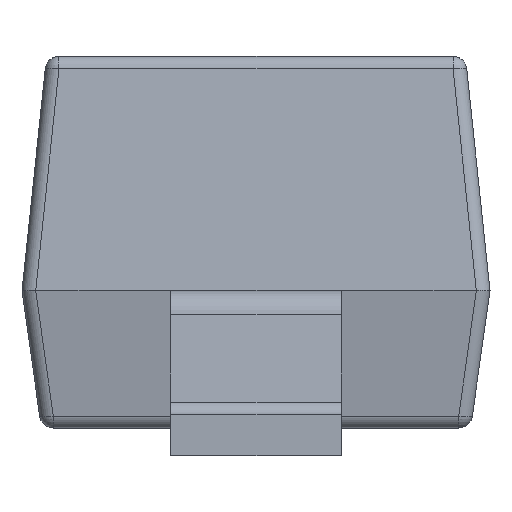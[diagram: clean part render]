
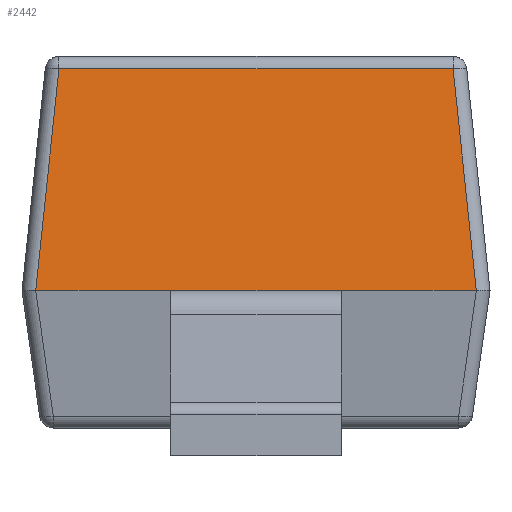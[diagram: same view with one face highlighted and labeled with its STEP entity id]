
A CAD part, left-side view. The second image highlights one B-rep face of the part: STEP entity #2442.
In plain terms, the highlighted planar face has unit normal (-0.995, 0, 0.104).
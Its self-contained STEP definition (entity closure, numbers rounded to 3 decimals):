
#73 = CARTESIAN_POINT ( 'NONE',  ( -1.425, -0.8, 0.6 ) ) ;
#98 = DIRECTION ( 'NONE',  ( -0.995, 0., 0.105 ) ) ;
#154 = EDGE_CURVE ( 'NONE', #2589, #2747, #980, .T. ) ;
#340 = ORIENTED_EDGE ( 'NONE', *, *, #154, .T. ) ;
#342 = PLANE ( 'NONE',  #1573 ) ;
#345 = DIRECTION ( 'NONE',  ( 0.104, 0.104, 0.989 ) ) ;
#464 = LINE ( 'NONE', #663, #2866 ) ;
#491 = CARTESIAN_POINT ( 'NONE',  ( -1.425, 0.85, 0.6 ) ) ;
#589 = VERTEX_POINT ( 'NONE', #1800 ) ;
#663 = CARTESIAN_POINT ( 'NONE',  ( -1.425, 0.31, 0.6 ) ) ;
#751 = VECTOR ( 'NONE', #2055, 1000. ) ;
#762 = DIRECTION ( 'NONE',  ( 0., 1., 0. ) ) ;
#763 = EDGE_CURVE ( 'NONE', #589, #2589, #1450, .T. ) ;
#790 = CARTESIAN_POINT ( 'NONE',  ( -1.425, 0.85, 0.6 ) ) ;
#804 = CARTESIAN_POINT ( 'NONE',  ( -1.34, 0.761, 1.405 ) ) ;
#933 = CARTESIAN_POINT ( 'NONE',  ( -1.425, -0.31, 0.6 ) ) ;
#950 = VECTOR ( 'NONE', #345, 1000. ) ;
#980 = LINE ( 'NONE', #1684, #751 ) ;
#1009 = VERTEX_POINT ( 'NONE', #73 ) ;
#1315 = EDGE_CURVE ( 'NONE', #1009, #589, #2048, .T. ) ;
#1450 = LINE ( 'NONE', #804, #2598 ) ;
#1463 = VERTEX_POINT ( 'NONE', #2092 ) ;
#1520 = EDGE_LOOP ( 'NONE', ( #1554, #2484, #2864, #340, #2818, #2433 ) ) ;
#1549 = DIRECTION ( 'NONE',  ( 0., -1., 0. ) ) ;
#1554 = ORIENTED_EDGE ( 'NONE', *, *, #1863, .T. ) ;
#1573 = AXIS2_PLACEMENT_3D ( 'NONE', #790, #98, #2253 ) ;
#1583 = CARTESIAN_POINT ( 'NONE',  ( -1.34, 0.716, 1.405 ) ) ;
#1628 = DIRECTION ( 'NONE',  ( 0., -1., 0. ) ) ;
#1658 = CARTESIAN_POINT ( 'NONE',  ( -1.425, 0.85, 0.6 ) ) ;
#1684 = CARTESIAN_POINT ( 'NONE',  ( -1.426, 0.801, 0.595 ) ) ;
#1763 = VECTOR ( 'NONE', #2513, 1000. ) ;
#1800 = CARTESIAN_POINT ( 'NONE',  ( -1.34, -0.716, 1.405 ) ) ;
#1863 = EDGE_CURVE ( 'NONE', #2155, #1009, #2469, .T. ) ;
#1957 = EDGE_CURVE ( 'NONE', #2747, #1463, #2735, .T. ) ;
#2048 = LINE ( 'NONE', #2730, #950 ) ;
#2055 = DIRECTION ( 'NONE',  ( -0.104, 0.104, -0.989 ) ) ;
#2062 = FACE_OUTER_BOUND ( 'NONE', #1520, .T. ) ;
#2092 = CARTESIAN_POINT ( 'NONE',  ( -1.425, 0.31, 0.6 ) ) ;
#2137 = CARTESIAN_POINT ( 'NONE',  ( -1.425, 0.8, 0.6 ) ) ;
#2155 = VERTEX_POINT ( 'NONE', #933 ) ;
#2253 = DIRECTION ( 'NONE',  ( 0., 1., 0. ) ) ;
#2433 = ORIENTED_EDGE ( 'NONE', *, *, #2853, .T. ) ;
#2442 = ADVANCED_FACE ( 'NONE', ( #2062 ), #342, .T. ) ;
#2469 = LINE ( 'NONE', #491, #2521 ) ;
#2484 = ORIENTED_EDGE ( 'NONE', *, *, #1315, .T. ) ;
#2513 = DIRECTION ( 'NONE',  ( 0., -1., 0. ) ) ;
#2521 = VECTOR ( 'NONE', #1628, 1000. ) ;
#2589 = VERTEX_POINT ( 'NONE', #1583 ) ;
#2598 = VECTOR ( 'NONE', #762, 1000. ) ;
#2730 = CARTESIAN_POINT ( 'NONE',  ( -1.407, -0.782, 0.77 ) ) ;
#2735 = LINE ( 'NONE', #1658, #1763 ) ;
#2747 = VERTEX_POINT ( 'NONE', #2137 ) ;
#2818 = ORIENTED_EDGE ( 'NONE', *, *, #1957, .T. ) ;
#2853 = EDGE_CURVE ( 'NONE', #1463, #2155, #464, .T. ) ;
#2864 = ORIENTED_EDGE ( 'NONE', *, *, #763, .T. ) ;
#2866 = VECTOR ( 'NONE', #1549, 1000. ) ;
